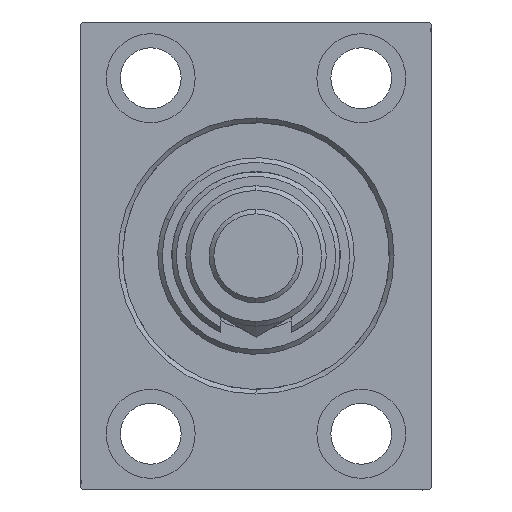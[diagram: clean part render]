
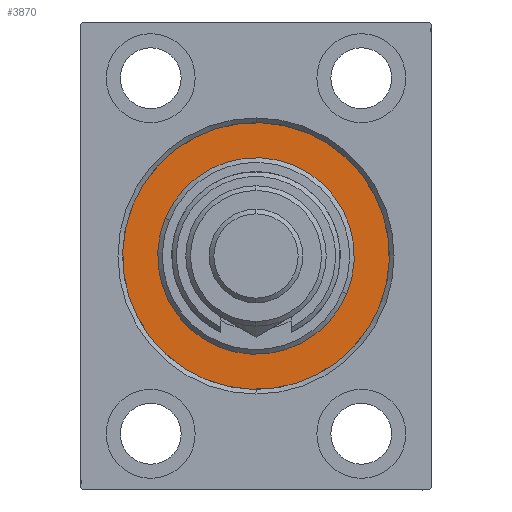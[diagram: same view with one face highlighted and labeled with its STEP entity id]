
A CAD part, left-side view. The second image highlights one B-rep face of the part: STEP entity #3870.
In plain terms, the highlighted face is planar.
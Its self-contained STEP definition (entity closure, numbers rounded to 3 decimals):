
#1728 = DIRECTION ( 'NONE',  ( 0., 0., -1. ) ) ;
#1939 = DIRECTION ( 'NONE',  ( -1., 0., 0. ) ) ;
#2587 = DIRECTION ( 'NONE',  ( 1., 0., 0. ) ) ;
#3709 = AXIS2_PLACEMENT_3D ( 'NONE', #28510, #6039, #31154 ) ;
#3870 = ADVANCED_FACE ( 'NONE', ( #32503, #16962 ), #28430, .F. ) ;
#4191 = CIRCLE ( 'NONE', #16392, 21. ) ;
#6039 = DIRECTION ( 'NONE',  ( -1., 0., 0. ) ) ;
#6201 = CARTESIAN_POINT ( 'NONE',  ( 0., 0., 0. ) ) ;
#6424 = VERTEX_POINT ( 'NONE', #32428 ) ;
#7777 = AXIS2_PLACEMENT_3D ( 'NONE', #45748, #23705, #1728 ) ;
#10243 = DIRECTION ( 'NONE',  ( -1., 0., 0. ) ) ;
#11036 = EDGE_CURVE ( 'NONE', #12455, #6424, #24645, .T. ) ;
#12455 = VERTEX_POINT ( 'NONE', #13834 ) ;
#12548 = ORIENTED_EDGE ( 'NONE', *, *, #40703, .F. ) ;
#13834 = CARTESIAN_POINT ( 'NONE',  ( 0., 0., -28.5 ) ) ;
#15811 = EDGE_LOOP ( 'NONE', ( #31273, #38053 ) ) ;
#16392 = AXIS2_PLACEMENT_3D ( 'NONE', #30823, #2587, #20515 ) ;
#16753 = CARTESIAN_POINT ( 'NONE',  ( 0., 0., 0. ) ) ;
#16962 = FACE_OUTER_BOUND ( 'NONE', #30898, .T. ) ;
#18307 = EDGE_CURVE ( 'NONE', #19187, #37724, #25341, .T. ) ;
#19187 = VERTEX_POINT ( 'NONE', #44070 ) ;
#20515 = DIRECTION ( 'NONE',  ( 0., 0., -1. ) ) ;
#23705 = DIRECTION ( 'NONE',  ( 1., 0., 0. ) ) ;
#23922 = DIRECTION ( 'NONE',  ( 0., 0., 1. ) ) ;
#24645 = CIRCLE ( 'NONE', #28472, 28.5 ) ;
#25290 = AXIS2_PLACEMENT_3D ( 'NONE', #6201, #10243, #36086 ) ;
#25326 = ORIENTED_EDGE ( 'NONE', *, *, #11036, .F. ) ;
#25341 = CIRCLE ( 'NONE', #7777, 21. ) ;
#25860 = CIRCLE ( 'NONE', #3709, 28.5 ) ;
#28430 = PLANE ( 'NONE',  #25290 ) ;
#28472 = AXIS2_PLACEMENT_3D ( 'NONE', #16753, #1939, #23922 ) ;
#28510 = CARTESIAN_POINT ( 'NONE',  ( 0., 0., 0. ) ) ;
#30823 = CARTESIAN_POINT ( 'NONE',  ( 0., 0., 0. ) ) ;
#30898 = EDGE_LOOP ( 'NONE', ( #25326, #12548 ) ) ;
#31067 = EDGE_CURVE ( 'NONE', #37724, #19187, #4191, .T. ) ;
#31154 = DIRECTION ( 'NONE',  ( 0., 0., 1. ) ) ;
#31273 = ORIENTED_EDGE ( 'NONE', *, *, #31067, .F. ) ;
#32428 = CARTESIAN_POINT ( 'NONE',  ( 0., 0., 28.5 ) ) ;
#32503 = FACE_BOUND ( 'NONE', #15811, .T. ) ;
#36086 = DIRECTION ( 'NONE',  ( 0., 0., 1. ) ) ;
#37724 = VERTEX_POINT ( 'NONE', #44312 ) ;
#38053 = ORIENTED_EDGE ( 'NONE', *, *, #18307, .F. ) ;
#40703 = EDGE_CURVE ( 'NONE', #6424, #12455, #25860, .T. ) ;
#44070 = CARTESIAN_POINT ( 'NONE',  ( 0., 0., -21. ) ) ;
#44312 = CARTESIAN_POINT ( 'NONE',  ( 0., 0., 21. ) ) ;
#45748 = CARTESIAN_POINT ( 'NONE',  ( 0., 0., 0. ) ) ;
